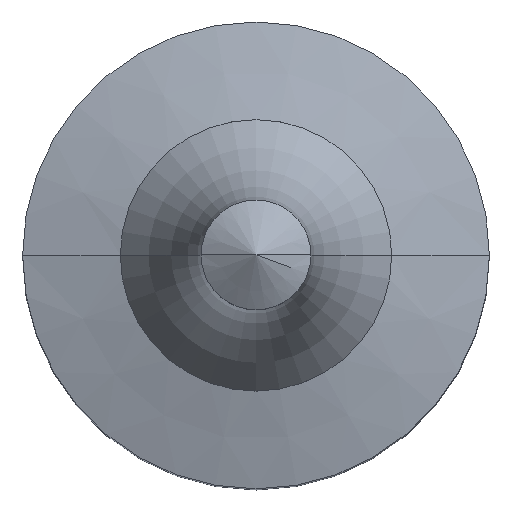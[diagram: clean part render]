
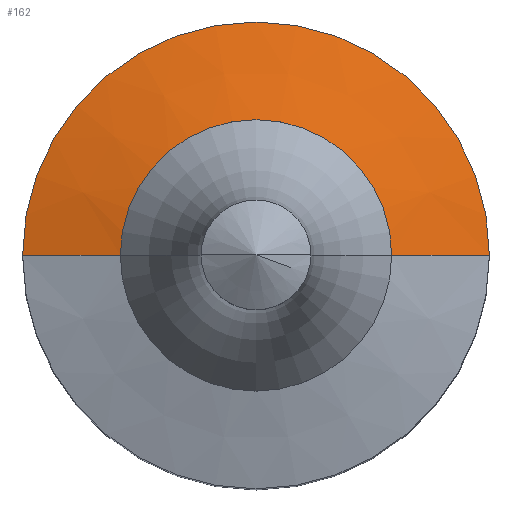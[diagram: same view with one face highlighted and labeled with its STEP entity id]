
A CAD part, top view. The second image highlights one B-rep face of the part: STEP entity #162.
In plain terms, the highlighted conical face has half-angle 75 degrees and reference radius 12.5 mm.
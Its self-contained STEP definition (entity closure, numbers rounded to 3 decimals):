
#106 = ORIENTED_EDGE ( 'NONE', *, *, #108, .F. ) ;
#107 = EDGE_CURVE ( 'NONE', #109, #182, #437, .T. ) ;
#108 = EDGE_CURVE ( 'NONE', #194, #185, #562, .T. ) ;
#109 = VERTEX_POINT ( 'NONE', #454 ) ;
#159 = ORIENTED_EDGE ( 'NONE', *, *, #107, .T. ) ;
#160 = ORIENTED_EDGE ( 'NONE', *, *, #161, .T. ) ;
#161 = EDGE_CURVE ( 'NONE', #194, #109, #627, .T. ) ;
#162 = ADVANCED_FACE ( 'NONE', ( #584 ), #613, .T. ) ;
#163 = EDGE_LOOP ( 'NONE', ( #160, #159, #193, #106 ) ) ;
#182 = VERTEX_POINT ( 'NONE', #589 ) ;
#184 = EDGE_CURVE ( 'NONE', #185, #182, #582, .T. ) ;
#185 = VERTEX_POINT ( 'NONE', #632 ) ;
#193 = ORIENTED_EDGE ( 'NONE', *, *, #184, .F. ) ;
#194 = VERTEX_POINT ( 'NONE', #692 ) ;
#436 = CARTESIAN_POINT ( 'NONE',  ( 12.5, 0., 120. ) ) ;
#437 = LINE ( 'NONE', #436, #463 ) ;
#454 = CARTESIAN_POINT ( 'NONE',  ( 12.5, 0., 120. ) ) ;
#462 = DIRECTION ( 'NONE',  ( 0.966, 0., -0.259 ) ) ;
#463 = VECTOR ( 'NONE', #462, 1000. ) ;
#559 = DIRECTION ( 'NONE',  ( -0.966, 0., -0.259 ) ) ;
#560 = VECTOR ( 'NONE', #559, 1000. ) ;
#561 = CARTESIAN_POINT ( 'NONE',  ( -12.5, 0., 120. ) ) ;
#562 = LINE ( 'NONE', #561, #560 ) ;
#582 = CIRCLE ( 'NONE', #695, 21.5 ) ;
#584 = FACE_OUTER_BOUND ( 'NONE', #163, .T. ) ;
#589 = CARTESIAN_POINT ( 'NONE',  ( 21.5, 0., 117.588 ) ) ;
#594 = DIRECTION ( 'NONE',  ( -1., 0., 0. ) ) ;
#613 = CONICAL_SURFACE ( 'NONE', #689, 12.5, 1.309 ) ;
#618 = DIRECTION ( 'NONE',  ( 0., 0., -1. ) ) ;
#622 = DIRECTION ( 'NONE',  ( 0., 0., -1. ) ) ;
#627 = CIRCLE ( 'NONE', #688, 12.5 ) ;
#632 = CARTESIAN_POINT ( 'NONE',  ( -21.5, 0., 117.588 ) ) ;
#634 = CARTESIAN_POINT ( 'NONE',  ( 0., 0., 120. ) ) ;
#641 = CARTESIAN_POINT ( 'NONE',  ( 0., 0., 120. ) ) ;
#681 = DIRECTION ( 'NONE',  ( -1., 0., 0. ) ) ;
#682 = DIRECTION ( 'NONE',  ( 0., 0., -1. ) ) ;
#683 = CARTESIAN_POINT ( 'NONE',  ( 0., 0., 117.588 ) ) ;
#688 = AXIS2_PLACEMENT_3D ( 'NONE', #641, #622, #594 ) ;
#689 = AXIS2_PLACEMENT_3D ( 'NONE', #634, #618, #706 ) ;
#692 = CARTESIAN_POINT ( 'NONE',  ( -12.5, 0., 120. ) ) ;
#695 = AXIS2_PLACEMENT_3D ( 'NONE', #683, #682, #681 ) ;
#706 = DIRECTION ( 'NONE',  ( -1., 0., 0. ) ) ;
